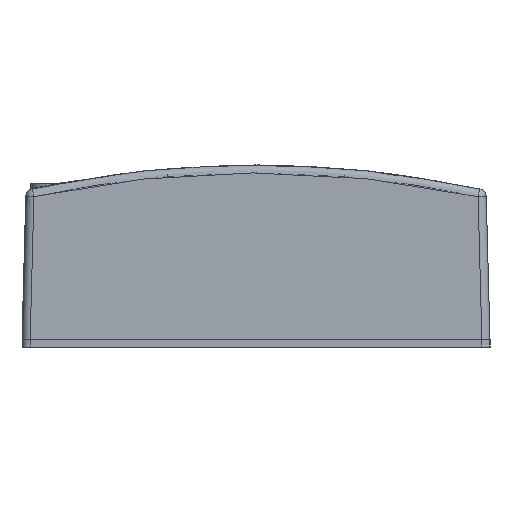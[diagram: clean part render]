
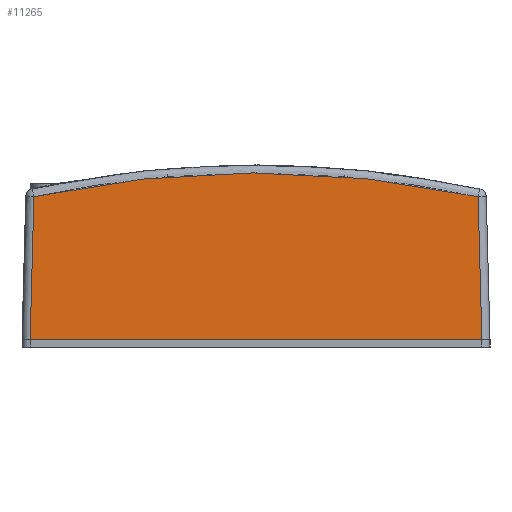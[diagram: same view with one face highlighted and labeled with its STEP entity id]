
A CAD part, front view. The second image highlights one B-rep face of the part: STEP entity #11265.
In plain terms, the highlighted face is planar.
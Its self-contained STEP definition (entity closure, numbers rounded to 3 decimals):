
#3774 = CARTESIAN_POINT ( 'NONE',  ( 138.402, 0., 0. ) ) ;
#9539 = EDGE_CURVE ( 'NONE', #59672, #146970, #132700, .T. ) ;
#11265 = ADVANCED_FACE ( 'NONE', ( #148492 ), #126629, .T. ) ;
#11853 = CARTESIAN_POINT ( 'NONE',  ( -46.067, 2.806, -107.17 ) ) ;
#21658 = CARTESIAN_POINT ( 'NONE',  ( 46.067, 2.806, -107.17 ) ) ;
#23184 = CARTESIAN_POINT ( 'NONE',  ( 136.107, 2.295, -87.637 ) ) ;
#23211 = CARTESIAN_POINT ( 'NONE',  ( 0., 0., 0. ) ) ;
#27859 = ORIENTED_EDGE ( 'NONE', *, *, #80961, .F. ) ;
#34828 = CARTESIAN_POINT ( 'NONE',  ( -138.402, 0., 0. ) ) ;
#39603 = EDGE_CURVE ( 'NONE', #70260, #128326, #122989, .T. ) ;
#42602 = EDGE_LOOP ( 'NONE', ( #81210, #27859, #43305, #113604 ) ) ;
#43305 = ORIENTED_EDGE ( 'NONE', *, *, #39603, .F. ) ;
#52103 = LINE ( 'NONE', #118528, #92984 ) ;
#53790 = VECTOR ( 'NONE', #101296, 1000. ) ;
#55656 = CARTESIAN_POINT ( 'NONE',  ( -136.107, 2.295, -87.637 ) ) ;
#59672 = VERTEX_POINT ( 'NONE', #114593 ) ;
#70260 = VERTEX_POINT ( 'NONE', #34828 ) ;
#74109 = AXIS2_PLACEMENT_3D ( 'NONE', #23211, #91144, #137191 ) ;
#76912 = CARTESIAN_POINT ( 'NONE',  ( 136.107, 2.295, -87.637 ) ) ;
#80961 = EDGE_CURVE ( 'NONE', #128326, #146970, #125442, .T. ) ;
#81210 = ORIENTED_EDGE ( 'NONE', *, *, #9539, .T. ) ;
#85820 = EDGE_CURVE ( 'NONE', #70260, #59672, #52103, .T. ) ;
#91144 = DIRECTION ( 'NONE',  ( 0., -1., -0.026 ) ) ;
#92984 = VECTOR ( 'NONE', #95136, 1000. ) ;
#95136 = DIRECTION ( 'NONE',  ( 0.026, 0.026, -0.999 ) ) ;
#101296 = DIRECTION ( 'NONE',  ( -0.026, 0.026, -0.999 ) ) ;
#102793 = CARTESIAN_POINT ( 'NONE',  ( 138.307, 0.095, -3.619 ) ) ;
#113604 = ORIENTED_EDGE ( 'NONE', *, *, #85820, .T. ) ;
#114593 = CARTESIAN_POINT ( 'NONE',  ( -136.107, 2.295, -87.637 ) ) ;
#118528 = CARTESIAN_POINT ( 'NONE',  ( -138.307, 0.095, -3.619 ) ) ;
#121494 = DIRECTION ( 'NONE',  ( 1., 0., 0. ) ) ;
#122989 = LINE ( 'NONE', #134313, #123535 ) ;
#123535 = VECTOR ( 'NONE', #121494, 1000. ) ;
#125442 = LINE ( 'NONE', #102793, #53790 ) ;
#126629 = PLANE ( 'NONE',  #74109 ) ;
#128326 = VERTEX_POINT ( 'NONE', #3774 ) ;
#132700 =( BOUNDED_CURVE ( )  B_SPLINE_CURVE ( 3, ( #55656, #11853, #21658, #23184 ),
 .UNSPECIFIED., .F., .F. ) 
 B_SPLINE_CURVE_WITH_KNOTS ( ( 4, 4 ),
 ( 2.928, 3.355 ),
 .UNSPECIFIED. ) 
 CURVE ( )  GEOMETRIC_REPRESENTATION_ITEM ( )  RATIONAL_B_SPLINE_CURVE ( ( 1., 0.985, 0.985, 1. ) ) 
 REPRESENTATION_ITEM ( '' )  );
#134313 = CARTESIAN_POINT ( 'NONE',  ( 0., 0., 0. ) ) ;
#137191 = DIRECTION ( 'NONE',  ( 0., 0.026, -1. ) ) ;
#146970 = VERTEX_POINT ( 'NONE', #76912 ) ;
#148492 = FACE_OUTER_BOUND ( 'NONE', #42602, .T. ) ;
